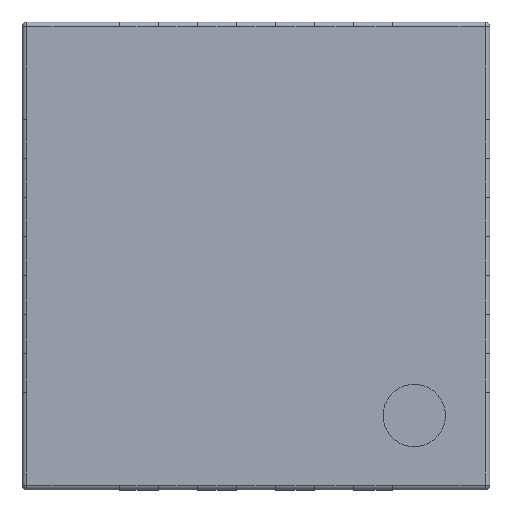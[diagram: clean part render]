
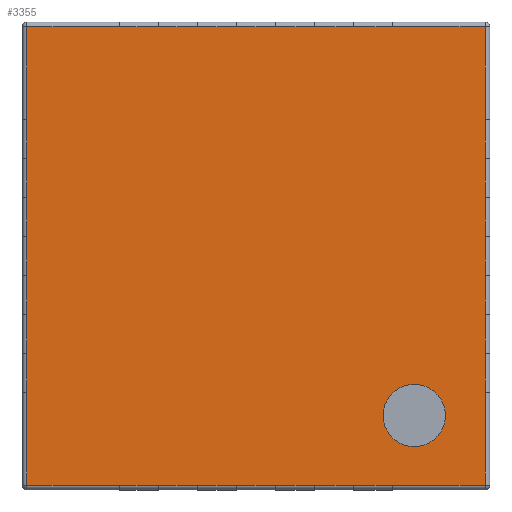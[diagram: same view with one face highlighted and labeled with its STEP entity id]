
A CAD part, top view. The second image highlights one B-rep face of the part: STEP entity #3355.
In plain terms, the highlighted planar face has unit normal (0, 0, 1).
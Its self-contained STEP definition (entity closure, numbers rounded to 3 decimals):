
#23=FACE_BOUND('',#505,.T.);
#44=PLANE('',#3670);
#309=FACE_OUTER_BOUND('',#504,.T.);
#504=EDGE_LOOP('',(#2654,#2655,#2656,#2657,#2658,#2659,#2660,#2661,#2662,
#2663,#2664,#2665,#2666,#2667,#2668,#2669,#2670,#2671,#2672,#2673,#2674,
#2675,#2676,#2677,#2678,#2679,#2680,#2681,#2682,#2683,#2684,#2685,#2686,
#2687,#2688,#2689));
#505=EDGE_LOOP('',(#2690));
#688=LINE('',#5077,#1046);
#690=LINE('',#5083,#1048);
#692=LINE('',#5089,#1050);
#694=LINE('',#5095,#1052);
#696=LINE('',#5101,#1054);
#698=LINE('',#5107,#1056);
#700=LINE('',#5113,#1058);
#702=LINE('',#5119,#1060);
#704=LINE('',#5122,#1062);
#712=LINE('',#5162,#1070);
#714=LINE('',#5168,#1072);
#716=LINE('',#5174,#1074);
#718=LINE('',#5180,#1076);
#720=LINE('',#5186,#1078);
#722=LINE('',#5192,#1080);
#724=LINE('',#5198,#1082);
#726=LINE('',#5204,#1084);
#728=LINE('',#5207,#1086);
#730=LINE('',#5213,#1088);
#732=LINE('',#5219,#1090);
#734=LINE('',#5225,#1092);
#736=LINE('',#5231,#1094);
#738=LINE('',#5237,#1096);
#740=LINE('',#5243,#1098);
#742=LINE('',#5249,#1100);
#744=LINE('',#5255,#1102);
#746=LINE('',#5258,#1104);
#748=LINE('',#5264,#1106);
#750=LINE('',#5270,#1108);
#752=LINE('',#5276,#1110);
#754=LINE('',#5282,#1112);
#756=LINE('',#5288,#1114);
#758=LINE('',#5294,#1116);
#760=LINE('',#5300,#1118);
#762=LINE('',#5306,#1120);
#764=LINE('',#5309,#1122);
#1046=VECTOR('',#4056,10.);
#1048=VECTOR('',#4062,10.);
#1050=VECTOR('',#4068,10.);
#1052=VECTOR('',#4074,10.);
#1054=VECTOR('',#4080,10.);
#1056=VECTOR('',#4086,10.);
#1058=VECTOR('',#4092,10.);
#1060=VECTOR('',#4098,10.);
#1062=VECTOR('',#4102,10.);
#1070=VECTOR('',#4150,10.);
#1072=VECTOR('',#4156,10.);
#1074=VECTOR('',#4162,10.);
#1076=VECTOR('',#4168,10.);
#1078=VECTOR('',#4174,10.);
#1080=VECTOR('',#4180,10.);
#1082=VECTOR('',#4186,10.);
#1084=VECTOR('',#4192,10.);
#1086=VECTOR('',#4196,10.);
#1088=VECTOR('',#4202,10.);
#1090=VECTOR('',#4208,10.);
#1092=VECTOR('',#4214,10.);
#1094=VECTOR('',#4220,10.);
#1096=VECTOR('',#4226,10.);
#1098=VECTOR('',#4232,10.);
#1100=VECTOR('',#4238,10.);
#1102=VECTOR('',#4244,10.);
#1104=VECTOR('',#4248,10.);
#1106=VECTOR('',#4254,10.);
#1108=VECTOR('',#4260,10.);
#1110=VECTOR('',#4266,10.);
#1112=VECTOR('',#4272,10.);
#1114=VECTOR('',#4278,10.);
#1116=VECTOR('',#4284,10.);
#1118=VECTOR('',#4290,10.);
#1120=VECTOR('',#4296,10.);
#1122=VECTOR('',#4300,10.);
#1326=CIRCLE('',#3475,0.2);
#1450=VERTEX_POINT('',#4790);
#1557=VERTEX_POINT('',#5041);
#1564=VERTEX_POINT('',#5065);
#1567=VERTEX_POINT('',#5075);
#1569=VERTEX_POINT('',#5081);
#1571=VERTEX_POINT('',#5087);
#1573=VERTEX_POINT('',#5093);
#1575=VERTEX_POINT('',#5099);
#1577=VERTEX_POINT('',#5105);
#1579=VERTEX_POINT('',#5111);
#1581=VERTEX_POINT('',#5117);
#1583=VERTEX_POINT('',#5126);
#1586=VERTEX_POINT('',#5136);
#1593=VERTEX_POINT('',#5160);
#1595=VERTEX_POINT('',#5166);
#1597=VERTEX_POINT('',#5172);
#1599=VERTEX_POINT('',#5178);
#1601=VERTEX_POINT('',#5184);
#1603=VERTEX_POINT('',#5190);
#1605=VERTEX_POINT('',#5196);
#1607=VERTEX_POINT('',#5202);
#1609=VERTEX_POINT('',#5211);
#1611=VERTEX_POINT('',#5217);
#1613=VERTEX_POINT('',#5223);
#1615=VERTEX_POINT('',#5229);
#1617=VERTEX_POINT('',#5235);
#1619=VERTEX_POINT('',#5241);
#1621=VERTEX_POINT('',#5247);
#1623=VERTEX_POINT('',#5253);
#1625=VERTEX_POINT('',#5262);
#1627=VERTEX_POINT('',#5268);
#1629=VERTEX_POINT('',#5274);
#1631=VERTEX_POINT('',#5280);
#1633=VERTEX_POINT('',#5286);
#1635=VERTEX_POINT('',#5292);
#1637=VERTEX_POINT('',#5298);
#1639=VERTEX_POINT('',#5304);
#1742=EDGE_CURVE('',#1450,#1450,#1326,.T.);
#1884=EDGE_CURVE('',#1567,#1564,#688,.T.);
#1887=EDGE_CURVE('',#1569,#1567,#690,.T.);
#1890=EDGE_CURVE('',#1571,#1569,#692,.T.);
#1893=EDGE_CURVE('',#1573,#1571,#694,.T.);
#1896=EDGE_CURVE('',#1575,#1573,#696,.T.);
#1899=EDGE_CURVE('',#1577,#1575,#698,.T.);
#1902=EDGE_CURVE('',#1579,#1577,#700,.T.);
#1905=EDGE_CURVE('',#1581,#1579,#702,.T.);
#1907=EDGE_CURVE('',#1557,#1581,#704,.T.);
#1927=EDGE_CURVE('',#1593,#1586,#712,.T.);
#1930=EDGE_CURVE('',#1595,#1593,#714,.T.);
#1933=EDGE_CURVE('',#1597,#1595,#716,.T.);
#1936=EDGE_CURVE('',#1599,#1597,#718,.T.);
#1939=EDGE_CURVE('',#1601,#1599,#720,.T.);
#1942=EDGE_CURVE('',#1603,#1601,#722,.T.);
#1945=EDGE_CURVE('',#1605,#1603,#724,.T.);
#1948=EDGE_CURVE('',#1607,#1605,#726,.T.);
#1950=EDGE_CURVE('',#1564,#1607,#728,.T.);
#1953=EDGE_CURVE('',#1609,#1583,#730,.T.);
#1956=EDGE_CURVE('',#1611,#1609,#732,.T.);
#1959=EDGE_CURVE('',#1613,#1611,#734,.T.);
#1962=EDGE_CURVE('',#1615,#1613,#736,.T.);
#1965=EDGE_CURVE('',#1617,#1615,#738,.T.);
#1968=EDGE_CURVE('',#1619,#1617,#740,.T.);
#1971=EDGE_CURVE('',#1621,#1619,#742,.T.);
#1974=EDGE_CURVE('',#1623,#1621,#744,.T.);
#1976=EDGE_CURVE('',#1586,#1623,#746,.T.);
#1979=EDGE_CURVE('',#1625,#1557,#748,.T.);
#1982=EDGE_CURVE('',#1627,#1625,#750,.T.);
#1985=EDGE_CURVE('',#1629,#1627,#752,.T.);
#1988=EDGE_CURVE('',#1631,#1629,#754,.T.);
#1991=EDGE_CURVE('',#1633,#1631,#756,.T.);
#1994=EDGE_CURVE('',#1635,#1633,#758,.T.);
#1997=EDGE_CURVE('',#1637,#1635,#760,.T.);
#2000=EDGE_CURVE('',#1639,#1637,#762,.T.);
#2002=EDGE_CURVE('',#1583,#1639,#764,.T.);
#2654=ORIENTED_EDGE('',*,*,#1953,.F.);
#2655=ORIENTED_EDGE('',*,*,#1956,.F.);
#2656=ORIENTED_EDGE('',*,*,#1959,.F.);
#2657=ORIENTED_EDGE('',*,*,#1962,.F.);
#2658=ORIENTED_EDGE('',*,*,#1965,.F.);
#2659=ORIENTED_EDGE('',*,*,#1968,.F.);
#2660=ORIENTED_EDGE('',*,*,#1971,.F.);
#2661=ORIENTED_EDGE('',*,*,#1974,.F.);
#2662=ORIENTED_EDGE('',*,*,#1976,.F.);
#2663=ORIENTED_EDGE('',*,*,#1927,.F.);
#2664=ORIENTED_EDGE('',*,*,#1930,.F.);
#2665=ORIENTED_EDGE('',*,*,#1933,.F.);
#2666=ORIENTED_EDGE('',*,*,#1936,.F.);
#2667=ORIENTED_EDGE('',*,*,#1939,.F.);
#2668=ORIENTED_EDGE('',*,*,#1942,.F.);
#2669=ORIENTED_EDGE('',*,*,#1945,.F.);
#2670=ORIENTED_EDGE('',*,*,#1948,.F.);
#2671=ORIENTED_EDGE('',*,*,#1950,.F.);
#2672=ORIENTED_EDGE('',*,*,#1884,.F.);
#2673=ORIENTED_EDGE('',*,*,#1887,.F.);
#2674=ORIENTED_EDGE('',*,*,#1890,.F.);
#2675=ORIENTED_EDGE('',*,*,#1893,.F.);
#2676=ORIENTED_EDGE('',*,*,#1896,.F.);
#2677=ORIENTED_EDGE('',*,*,#1899,.F.);
#2678=ORIENTED_EDGE('',*,*,#1902,.F.);
#2679=ORIENTED_EDGE('',*,*,#1905,.F.);
#2680=ORIENTED_EDGE('',*,*,#1907,.F.);
#2681=ORIENTED_EDGE('',*,*,#1979,.F.);
#2682=ORIENTED_EDGE('',*,*,#1982,.F.);
#2683=ORIENTED_EDGE('',*,*,#1985,.F.);
#2684=ORIENTED_EDGE('',*,*,#1988,.F.);
#2685=ORIENTED_EDGE('',*,*,#1991,.F.);
#2686=ORIENTED_EDGE('',*,*,#1994,.F.);
#2687=ORIENTED_EDGE('',*,*,#1997,.F.);
#2688=ORIENTED_EDGE('',*,*,#2000,.F.);
#2689=ORIENTED_EDGE('',*,*,#2002,.F.);
#2690=ORIENTED_EDGE('',*,*,#1742,.T.);
#3355=ADVANCED_FACE('',(#309,#23),#44,.T.);
#3475=AXIS2_PLACEMENT_3D('',#4791,#3796,#3797);
#3670=AXIS2_PLACEMENT_3D('',#5389,#4383,#4384);
#3796=DIRECTION('center_axis',(0.,0.,-1.));
#3797=DIRECTION('ref_axis',(-1.,0.,0.));
#4056=DIRECTION('',(-1.,0.,0.));
#4062=DIRECTION('',(-1.,0.,0.));
#4068=DIRECTION('',(-1.,0.,0.));
#4074=DIRECTION('',(-1.,0.,0.));
#4080=DIRECTION('',(-1.,0.,0.));
#4086=DIRECTION('',(-1.,0.,0.));
#4092=DIRECTION('',(-1.,0.,0.));
#4098=DIRECTION('',(-1.,0.,0.));
#4102=DIRECTION('',(-1.,0.,0.));
#4150=DIRECTION('',(0.,1.,0.));
#4156=DIRECTION('',(0.,1.,0.));
#4162=DIRECTION('',(0.,1.,0.));
#4168=DIRECTION('',(0.,1.,0.));
#4174=DIRECTION('',(0.,1.,0.));
#4180=DIRECTION('',(0.,1.,0.));
#4186=DIRECTION('',(0.,1.,0.));
#4192=DIRECTION('',(0.,1.,0.));
#4196=DIRECTION('',(0.,1.,0.));
#4202=DIRECTION('',(1.,0.,0.));
#4208=DIRECTION('',(1.,0.,0.));
#4214=DIRECTION('',(1.,0.,0.));
#4220=DIRECTION('',(1.,0.,0.));
#4226=DIRECTION('',(1.,0.,0.));
#4232=DIRECTION('',(1.,0.,0.));
#4238=DIRECTION('',(1.,0.,0.));
#4244=DIRECTION('',(1.,0.,0.));
#4248=DIRECTION('',(1.,0.,0.));
#4254=DIRECTION('',(0.,-1.,0.));
#4260=DIRECTION('',(0.,-1.,0.));
#4266=DIRECTION('',(0.,-1.,0.));
#4272=DIRECTION('',(0.,-1.,0.));
#4278=DIRECTION('',(0.,-1.,0.));
#4284=DIRECTION('',(0.,-1.,0.));
#4290=DIRECTION('',(0.,-1.,0.));
#4296=DIRECTION('',(0.,-1.,0.));
#4300=DIRECTION('',(0.,-1.,0.));
#4383=DIRECTION('center_axis',(0.,0.,1.));
#4384=DIRECTION('ref_axis',(1.,0.,0.));
#4790=CARTESIAN_POINT('',(1.215,-1.024,0.8));
#4791=CARTESIAN_POINT('Origin',(1.015,-1.024,0.8));
#5041=CARTESIAN_POINT('',(1.47,-1.47,0.8));
#5065=CARTESIAN_POINT('',(-1.47,-1.47,0.8));
#5075=CARTESIAN_POINT('',(-0.875,-1.47,0.8));
#5077=CARTESIAN_POINT('',(-0.75,-1.47,0.8));
#5081=CARTESIAN_POINT('',(-0.625,-1.47,0.8));
#5083=CARTESIAN_POINT('',(-0.75,-1.47,0.8));
#5087=CARTESIAN_POINT('',(-0.375,-1.47,0.8));
#5089=CARTESIAN_POINT('',(-0.75,-1.47,0.8));
#5093=CARTESIAN_POINT('',(-0.125,-1.47,0.8));
#5095=CARTESIAN_POINT('',(-0.75,-1.47,0.8));
#5099=CARTESIAN_POINT('',(0.125,-1.47,0.8));
#5101=CARTESIAN_POINT('',(-0.75,-1.47,0.8));
#5105=CARTESIAN_POINT('',(0.375,-1.47,0.8));
#5107=CARTESIAN_POINT('',(-0.75,-1.47,0.8));
#5111=CARTESIAN_POINT('',(0.625,-1.47,0.8));
#5113=CARTESIAN_POINT('',(-0.75,-1.47,0.8));
#5117=CARTESIAN_POINT('',(0.875,-1.47,0.8));
#5119=CARTESIAN_POINT('',(-0.75,-1.47,0.8));
#5122=CARTESIAN_POINT('',(-0.75,-1.47,0.8));
#5126=CARTESIAN_POINT('',(1.47,1.47,0.8));
#5136=CARTESIAN_POINT('',(-1.47,1.47,0.8));
#5160=CARTESIAN_POINT('',(-1.47,0.875,0.8));
#5162=CARTESIAN_POINT('',(-1.47,0.75,0.8));
#5166=CARTESIAN_POINT('',(-1.47,0.625,0.8));
#5168=CARTESIAN_POINT('',(-1.47,0.75,0.8));
#5172=CARTESIAN_POINT('',(-1.47,0.375,0.8));
#5174=CARTESIAN_POINT('',(-1.47,0.75,0.8));
#5178=CARTESIAN_POINT('',(-1.47,0.125,0.8));
#5180=CARTESIAN_POINT('',(-1.47,0.75,0.8));
#5184=CARTESIAN_POINT('',(-1.47,-0.125,0.8));
#5186=CARTESIAN_POINT('',(-1.47,0.75,0.8));
#5190=CARTESIAN_POINT('',(-1.47,-0.375,0.8));
#5192=CARTESIAN_POINT('',(-1.47,0.75,0.8));
#5196=CARTESIAN_POINT('',(-1.47,-0.625,0.8));
#5198=CARTESIAN_POINT('',(-1.47,0.75,0.8));
#5202=CARTESIAN_POINT('',(-1.47,-0.875,0.8));
#5204=CARTESIAN_POINT('',(-1.47,0.75,0.8));
#5207=CARTESIAN_POINT('',(-1.47,0.75,0.8));
#5211=CARTESIAN_POINT('',(0.875,1.47,0.8));
#5213=CARTESIAN_POINT('',(0.75,1.47,0.8));
#5217=CARTESIAN_POINT('',(0.625,1.47,0.8));
#5219=CARTESIAN_POINT('',(0.75,1.47,0.8));
#5223=CARTESIAN_POINT('',(0.375,1.47,0.8));
#5225=CARTESIAN_POINT('',(0.75,1.47,0.8));
#5229=CARTESIAN_POINT('',(0.125,1.47,0.8));
#5231=CARTESIAN_POINT('',(0.75,1.47,0.8));
#5235=CARTESIAN_POINT('',(-0.125,1.47,0.8));
#5237=CARTESIAN_POINT('',(0.75,1.47,0.8));
#5241=CARTESIAN_POINT('',(-0.375,1.47,0.8));
#5243=CARTESIAN_POINT('',(0.75,1.47,0.8));
#5247=CARTESIAN_POINT('',(-0.625,1.47,0.8));
#5249=CARTESIAN_POINT('',(0.75,1.47,0.8));
#5253=CARTESIAN_POINT('',(-0.875,1.47,0.8));
#5255=CARTESIAN_POINT('',(0.75,1.47,0.8));
#5258=CARTESIAN_POINT('',(0.75,1.47,0.8));
#5262=CARTESIAN_POINT('',(1.47,-0.875,0.8));
#5264=CARTESIAN_POINT('',(1.47,-0.75,0.8));
#5268=CARTESIAN_POINT('',(1.47,-0.625,0.8));
#5270=CARTESIAN_POINT('',(1.47,-0.75,0.8));
#5274=CARTESIAN_POINT('',(1.47,-0.375,0.8));
#5276=CARTESIAN_POINT('',(1.47,-0.75,0.8));
#5280=CARTESIAN_POINT('',(1.47,-0.125,0.8));
#5282=CARTESIAN_POINT('',(1.47,-0.75,0.8));
#5286=CARTESIAN_POINT('',(1.47,0.125,0.8));
#5288=CARTESIAN_POINT('',(1.47,-0.75,0.8));
#5292=CARTESIAN_POINT('',(1.47,0.375,0.8));
#5294=CARTESIAN_POINT('',(1.47,-0.75,0.8));
#5298=CARTESIAN_POINT('',(1.47,0.625,0.8));
#5300=CARTESIAN_POINT('',(1.47,-0.75,0.8));
#5304=CARTESIAN_POINT('',(1.47,0.875,0.8));
#5306=CARTESIAN_POINT('',(1.47,-0.75,0.8));
#5309=CARTESIAN_POINT('',(1.47,-0.75,0.8));
#5389=CARTESIAN_POINT('Origin',(0.,0.,0.8));
